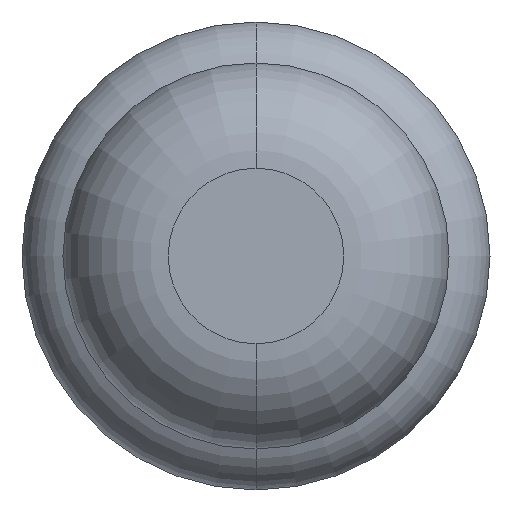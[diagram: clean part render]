
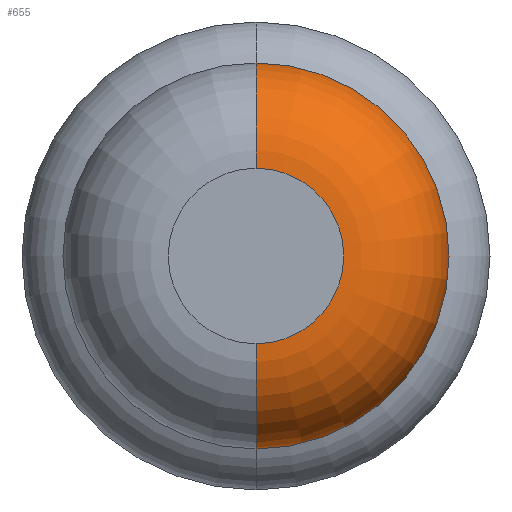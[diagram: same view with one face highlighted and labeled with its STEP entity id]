
A CAD part, front view. The second image highlights one B-rep face of the part: STEP entity #655.
In plain terms, the highlighted toroidal (fillet/blend) face has major radius 0.375 mm and minor radius 0.45 mm.
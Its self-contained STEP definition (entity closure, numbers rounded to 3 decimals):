
#18 = CIRCLE ( 'NONE', #4024, 0.825 ) ;
#104 = CIRCLE ( 'NONE', #944, 0.45 ) ;
#459 = DIRECTION ( 'NONE',  ( 0., 1., 0. ) ) ;
#493 = DIRECTION ( 'NONE',  ( 0., 0., 1. ) ) ;
#516 = CARTESIAN_POINT ( 'NONE',  ( 0., -27.4, 0. ) ) ;
#528 = VERTEX_POINT ( 'NONE', #3829 ) ;
#655 = ADVANCED_FACE ( 'Defeature ausgef�hrt1_46', ( #1369 ), #5135, .T. ) ;
#898 = ORIENTED_EDGE ( 'NONE', *, *, #2464, .F. ) ;
#944 = AXIS2_PLACEMENT_3D ( 'NONE', #4321, #2257, #1080 ) ;
#1064 = EDGE_CURVE ( 'NONE', #3030, #3425, #104, .T. ) ;
#1080 = DIRECTION ( 'NONE',  ( 0., 0., 1. ) ) ;
#1119 = DIRECTION ( 'NONE',  ( 0., 0., 1. ) ) ;
#1182 = DIRECTION ( 'NONE',  ( 0., 0., 1. ) ) ;
#1369 = FACE_OUTER_BOUND ( 'NONE', #2980, .T. ) ;
#1493 = EDGE_CURVE ( 'Defeature ausgef�hrt1_46+Defeature ausgef�hrt1_45+Defeature ausgef�hrt1_45+Defeature ausgef�hrt1_45', #3030, #4285, #1917, .T. ) ;
#1510 = DIRECTION ( 'NONE',  ( 0., 0., -1. ) ) ;
#1917 = CIRCLE ( 'NONE', #3051, 0.375 ) ;
#2073 = CARTESIAN_POINT ( 'NONE',  ( 0., -26.95, 0. ) ) ;
#2110 = CIRCLE ( 'NONE', #3118, 0.45 ) ;
#2236 = CARTESIAN_POINT ( 'NONE',  ( 0., -26.95, 0. ) ) ;
#2257 = DIRECTION ( 'NONE',  ( -1., 0., 0. ) ) ;
#2293 = CARTESIAN_POINT ( 'NONE',  ( 0., -27.4, -0.375 ) ) ;
#2300 = DIRECTION ( 'NONE',  ( 0., 1., 0. ) ) ;
#2362 = CARTESIAN_POINT ( 'NONE',  ( 0., -26.95, 0.825 ) ) ;
#2464 = EDGE_CURVE ( 'Defeature ausgef�hrt1_47+Defeature ausgef�hrt1_46+Defeature ausgef�hrt1_46+Defeature ausgef�hrt1_46', #3425, #528, #18, .T. ) ;
#2503 = EDGE_CURVE ( 'NONE', #4285, #528, #2110, .T. ) ;
#2620 = ORIENTED_EDGE ( 'NONE', *, *, #1493, .T. ) ;
#2887 = CARTESIAN_POINT ( 'NONE',  ( 0., -27.4, 0.375 ) ) ;
#2980 = EDGE_LOOP ( 'NONE', ( #2620, #3968, #898, #4983 ) ) ;
#3030 = VERTEX_POINT ( 'NONE', #2887 ) ;
#3051 = AXIS2_PLACEMENT_3D ( 'NONE', #516, #459, #1182 ) ;
#3118 = AXIS2_PLACEMENT_3D ( 'NONE', #3454, #3441, #1510 ) ;
#3425 = VERTEX_POINT ( 'NONE', #2362 ) ;
#3441 = DIRECTION ( 'NONE',  ( 1., 0., 0. ) ) ;
#3454 = CARTESIAN_POINT ( 'NONE',  ( 0., -26.95, -0.375 ) ) ;
#3829 = CARTESIAN_POINT ( 'NONE',  ( 0., -26.95, -0.825 ) ) ;
#3968 = ORIENTED_EDGE ( 'NONE', *, *, #2503, .T. ) ;
#4024 = AXIS2_PLACEMENT_3D ( 'NONE', #2236, #2300, #1119 ) ;
#4285 = VERTEX_POINT ( 'NONE', #2293 ) ;
#4321 = CARTESIAN_POINT ( 'NONE',  ( 0., -26.95, 0.375 ) ) ;
#4427 = DIRECTION ( 'NONE',  ( 0., 1., 0. ) ) ;
#4939 = AXIS2_PLACEMENT_3D ( 'NONE', #2073, #4427, #493 ) ;
#4983 = ORIENTED_EDGE ( 'NONE', *, *, #1064, .F. ) ;
#5135 = TOROIDAL_SURFACE ( 'NONE', #4939, 0.375, 0.45 ) ;
